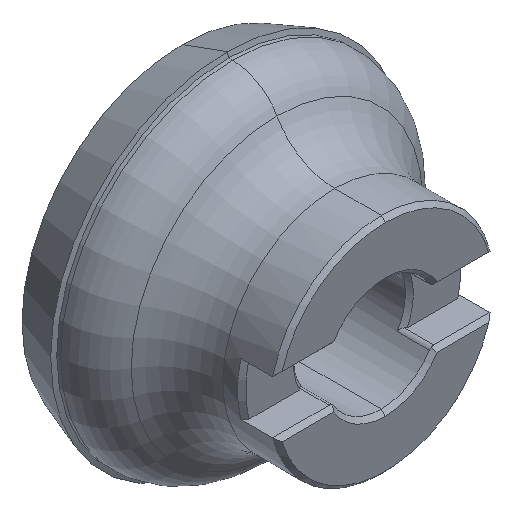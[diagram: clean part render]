
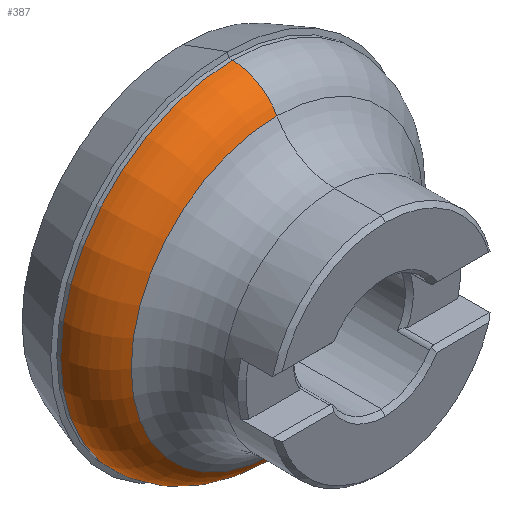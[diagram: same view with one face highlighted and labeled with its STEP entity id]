
A CAD part, isometric view. The second image highlights one B-rep face of the part: STEP entity #387.
In plain terms, the highlighted toroidal (fillet/blend) face has major radius 23.806 mm and minor radius 10 mm.
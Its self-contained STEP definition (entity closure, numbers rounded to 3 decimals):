
#29 = EDGE_LOOP ( 'NONE', ( #1673, #765, #810, #130 ) ) ;
#33 = CARTESIAN_POINT ( 'NONE',  ( 0., 30.092, -33.806 ) ) ;
#108 = TOROIDAL_SURFACE ( 'NONE', #1592, 23.806, 10. ) ;
#118 = DIRECTION ( 'NONE',  ( 0., 0., -1. ) ) ;
#130 = ORIENTED_EDGE ( 'NONE', *, *, #1049, .F. ) ;
#245 = CARTESIAN_POINT ( 'NONE',  ( 0., 30.092, -23.806 ) ) ;
#259 = AXIS2_PLACEMENT_3D ( 'NONE', #1695, #1169, #1674 ) ;
#275 = CARTESIAN_POINT ( 'NONE',  ( 0., 30.092, 33.806 ) ) ;
#337 = DIRECTION ( 'NONE',  ( 0., -1., 0. ) ) ;
#338 = CARTESIAN_POINT ( 'NONE',  ( 0., 30.092, 23.806 ) ) ;
#387 = ADVANCED_FACE ( 'NONE', ( #876 ), #108, .T. ) ;
#390 = DIRECTION ( 'NONE',  ( 0., -1., 0. ) ) ;
#391 = EDGE_CURVE ( 'NONE', #1597, #1567, #831, .T. ) ;
#592 = AXIS2_PLACEMENT_3D ( 'NONE', #1024, #337, #1304 ) ;
#701 = VERTEX_POINT ( 'NONE', #843 ) ;
#765 = ORIENTED_EDGE ( 'NONE', *, *, #1653, .T. ) ;
#791 = CIRCLE ( 'NONE', #259, 28.673 ) ;
#810 = ORIENTED_EDGE ( 'NONE', *, *, #391, .T. ) ;
#831 = CIRCLE ( 'NONE', #1499, 10. ) ;
#843 = CARTESIAN_POINT ( 'NONE',  ( 0., 21.356, 28.673 ) ) ;
#876 = FACE_OUTER_BOUND ( 'NONE', #29, .T. ) ;
#901 = DIRECTION ( 'NONE',  ( 0., 0., -1. ) ) ;
#1010 = CIRCLE ( 'NONE', #1723, 10. ) ;
#1024 = CARTESIAN_POINT ( 'NONE',  ( 0., 30.092, 0. ) ) ;
#1049 = EDGE_CURVE ( 'NONE', #701, #1567, #791, .T. ) ;
#1086 = DIRECTION ( 'NONE',  ( 0., 0., 1. ) ) ;
#1169 = DIRECTION ( 'NONE',  ( 0., -1., 0. ) ) ;
#1304 = DIRECTION ( 'NONE',  ( 0., 0., -1. ) ) ;
#1323 = EDGE_CURVE ( 'NONE', #1489, #701, #1010, .T. ) ;
#1358 = DIRECTION ( 'NONE',  ( -1., 0., 0. ) ) ;
#1394 = CARTESIAN_POINT ( 'NONE',  ( 0., 21.356, -28.673 ) ) ;
#1482 = CARTESIAN_POINT ( 'NONE',  ( 0., 30.092, 0. ) ) ;
#1489 = VERTEX_POINT ( 'NONE', #275 ) ;
#1499 = AXIS2_PLACEMENT_3D ( 'NONE', #245, #1358, #1086 ) ;
#1567 = VERTEX_POINT ( 'NONE', #1394 ) ;
#1592 = AXIS2_PLACEMENT_3D ( 'NONE', #1482, #390, #118 ) ;
#1597 = VERTEX_POINT ( 'NONE', #33 ) ;
#1653 = EDGE_CURVE ( 'NONE', #1489, #1597, #1699, .T. ) ;
#1673 = ORIENTED_EDGE ( 'NONE', *, *, #1323, .F. ) ;
#1674 = DIRECTION ( 'NONE',  ( 0., 0., -1. ) ) ;
#1695 = CARTESIAN_POINT ( 'NONE',  ( 0., 21.356, 0. ) ) ;
#1697 = DIRECTION ( 'NONE',  ( 1., 0., 0. ) ) ;
#1699 = CIRCLE ( 'NONE', #592, 33.806 ) ;
#1723 = AXIS2_PLACEMENT_3D ( 'NONE', #338, #1697, #901 ) ;
